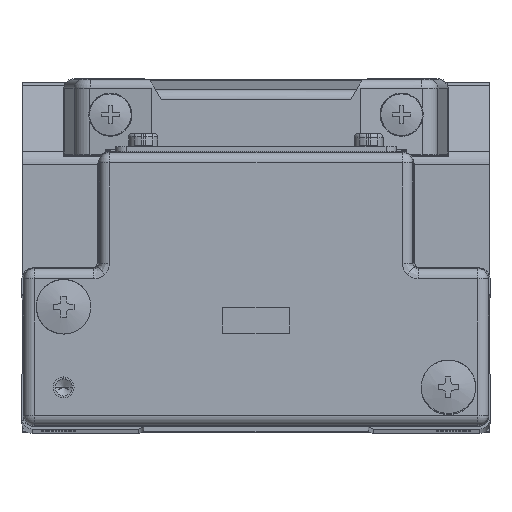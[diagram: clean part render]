
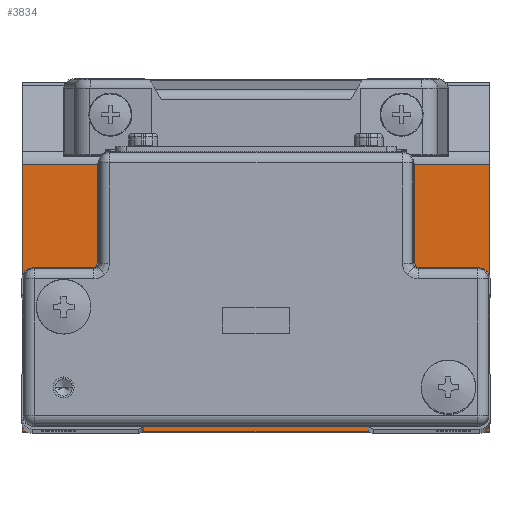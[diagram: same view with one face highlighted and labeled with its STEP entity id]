
A CAD part, top view. The second image highlights one B-rep face of the part: STEP entity #3834.
In plain terms, the highlighted planar face has unit normal (0, 0, 1).
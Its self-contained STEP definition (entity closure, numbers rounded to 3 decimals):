
#326 = VERTEX_POINT ( 'NONE', #10955 ) ;
#686 = FACE_OUTER_BOUND ( 'NONE', #2606, .T. ) ;
#1294 = CARTESIAN_POINT ( 'NONE',  ( -44.9, 0., 0. ) ) ;
#2605 = CARTESIAN_POINT ( 'NONE',  ( -44.9, 0., 0. ) ) ;
#2606 = EDGE_LOOP ( 'NONE', ( #8169, #19048, #20023, #4255 ) ) ;
#3155 = LINE ( 'NONE', #2605, #10753 ) ;
#3198 = VECTOR ( 'NONE', #8331, 1000. ) ;
#3834 = ADVANCED_FACE ( 'NONE', ( #686 ), #18386, .F. ) ;
#4237 = VERTEX_POINT ( 'NONE', #1294 ) ;
#4255 = ORIENTED_EDGE ( 'NONE', *, *, #10483, .T. ) ;
#4495 = CARTESIAN_POINT ( 'NONE',  ( -44.9, 51.438, 0. ) ) ;
#5888 = VECTOR ( 'NONE', #9471, 1000. ) ;
#6011 = VERTEX_POINT ( 'NONE', #13122 ) ;
#6708 = CARTESIAN_POINT ( 'NONE',  ( 44.9, 0., 0. ) ) ;
#7526 = LINE ( 'NONE', #6708, #3198 ) ;
#8169 = ORIENTED_EDGE ( 'NONE', *, *, #19415, .T. ) ;
#8331 = DIRECTION ( 'NONE',  ( 0., 1., 0. ) ) ;
#8629 = VECTOR ( 'NONE', #9259, 1000. ) ;
#8793 = DIRECTION ( 'NONE',  ( 0., 0., -1. ) ) ;
#9130 = DIRECTION ( 'NONE',  ( 1., 0., 0. ) ) ;
#9259 = DIRECTION ( 'NONE',  ( -1., 0., 0. ) ) ;
#9471 = DIRECTION ( 'NONE',  ( 0., -1., 0. ) ) ;
#10184 = LINE ( 'NONE', #17391, #5888 ) ;
#10483 = EDGE_CURVE ( 'NONE', #4237, #13897, #3155, .T. ) ;
#10753 = VECTOR ( 'NONE', #9130, 1000. ) ;
#10955 = CARTESIAN_POINT ( 'NONE',  ( -44.9, 51.438, 0. ) ) ;
#12064 = EDGE_CURVE ( 'NONE', #326, #4237, #10184, .T. ) ;
#12789 = AXIS2_PLACEMENT_3D ( 'NONE', #15167, #8793, #20021 ) ;
#12894 = LINE ( 'NONE', #4495, #8629 ) ;
#13122 = CARTESIAN_POINT ( 'NONE',  ( 44.9, 51.438, 0. ) ) ;
#13897 = VERTEX_POINT ( 'NONE', #15467 ) ;
#15167 = CARTESIAN_POINT ( 'NONE',  ( -44.9, 67.2, 0. ) ) ;
#15467 = CARTESIAN_POINT ( 'NONE',  ( 44.9, 0., 0. ) ) ;
#15642 = EDGE_CURVE ( 'NONE', #6011, #326, #12894, .T. ) ;
#17391 = CARTESIAN_POINT ( 'NONE',  ( -44.9, 0., 0. ) ) ;
#18386 = PLANE ( 'NONE',  #12789 ) ;
#19048 = ORIENTED_EDGE ( 'NONE', *, *, #15642, .T. ) ;
#19415 = EDGE_CURVE ( 'NONE', #13897, #6011, #7526, .T. ) ;
#20021 = DIRECTION ( 'NONE',  ( -1., 0., 0. ) ) ;
#20023 = ORIENTED_EDGE ( 'NONE', *, *, #12064, .T. ) ;
